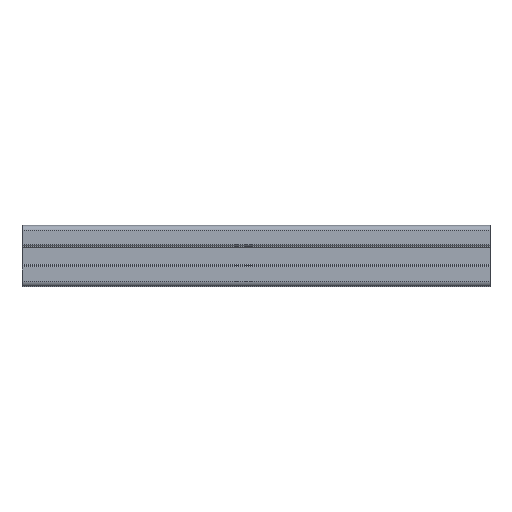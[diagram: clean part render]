
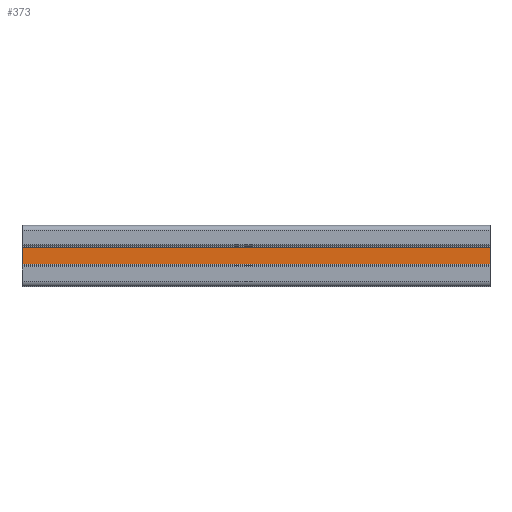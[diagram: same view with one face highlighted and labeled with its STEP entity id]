
A CAD part, top view. The second image highlights one B-rep face of the part: STEP entity #373.
In plain terms, the highlighted planar face has unit normal (0, 0, 1).
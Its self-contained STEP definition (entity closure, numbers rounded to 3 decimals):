
#115 = EDGE_CURVE ( 'NONE', #6515, #6448, #2427, .T. ) ;
#257 = DIRECTION ( 'NONE',  ( 0., -1., 0. ) ) ;
#373 = ADVANCED_FACE ( 'NONE', ( #425 ), #4653, .F. ) ;
#425 = FACE_OUTER_BOUND ( 'NONE', #4401, .T. ) ;
#616 = ORIENTED_EDGE ( 'NONE', *, *, #3626, .F. ) ;
#698 = VECTOR ( 'NONE', #4294, 1000. ) ;
#705 = CARTESIAN_POINT ( 'NONE',  ( 230., -4.262, 5.8 ) ) ;
#922 = AXIS2_PLACEMENT_3D ( 'NONE', #6821, #960, #2598 ) ;
#960 = DIRECTION ( 'NONE',  ( 0., 0., -1. ) ) ;
#987 = CARTESIAN_POINT ( 'NONE',  ( 230., -4.262, 5.8 ) ) ;
#1272 = ORIENTED_EDGE ( 'NONE', *, *, #115, .T. ) ;
#1405 = ORIENTED_EDGE ( 'NONE', *, *, #5222, .T. ) ;
#1698 = VECTOR ( 'NONE', #2334, 1000. ) ;
#2081 = ORIENTED_EDGE ( 'NONE', *, *, #6380, .F. ) ;
#2304 = CARTESIAN_POINT ( 'NONE',  ( 0., 4.262, 5.8 ) ) ;
#2334 = DIRECTION ( 'NONE',  ( 0., -1., 0. ) ) ;
#2427 = LINE ( 'NONE', #4967, #5571 ) ;
#2598 = DIRECTION ( 'NONE',  ( 0., 1., 0. ) ) ;
#3626 = EDGE_CURVE ( 'NONE', #5355, #3629, #6628, .T. ) ;
#3629 = VERTEX_POINT ( 'NONE', #705 ) ;
#3689 = LINE ( 'NONE', #5254, #5647 ) ;
#3902 = CARTESIAN_POINT ( 'NONE',  ( 230., 4.262, 5.8 ) ) ;
#4294 = DIRECTION ( 'NONE',  ( -1., 0., 0. ) ) ;
#4401 = EDGE_LOOP ( 'NONE', ( #1272, #2081, #616, #1405 ) ) ;
#4653 = PLANE ( 'NONE',  #922 ) ;
#4967 = CARTESIAN_POINT ( 'NONE',  ( 0., 4.262, 5.8 ) ) ;
#5222 = EDGE_CURVE ( 'NONE', #5355, #6515, #3689, .T. ) ;
#5254 = CARTESIAN_POINT ( 'NONE',  ( 230., 4.262, 5.8 ) ) ;
#5355 = VERTEX_POINT ( 'NONE', #3902 ) ;
#5571 = VECTOR ( 'NONE', #257, 1000. ) ;
#5647 = VECTOR ( 'NONE', #6851, 1000. ) ;
#6380 = EDGE_CURVE ( 'NONE', #3629, #6448, #6426, .T. ) ;
#6426 = LINE ( 'NONE', #987, #698 ) ;
#6448 = VERTEX_POINT ( 'NONE', #6922 ) ;
#6515 = VERTEX_POINT ( 'NONE', #2304 ) ;
#6628 = LINE ( 'NONE', #6699, #1698 ) ;
#6699 = CARTESIAN_POINT ( 'NONE',  ( 230., 4.262, 5.8 ) ) ;
#6821 = CARTESIAN_POINT ( 'NONE',  ( 230., 4.262, 5.8 ) ) ;
#6851 = DIRECTION ( 'NONE',  ( -1., 0., 0. ) ) ;
#6922 = CARTESIAN_POINT ( 'NONE',  ( 0., -4.262, 5.8 ) ) ;
